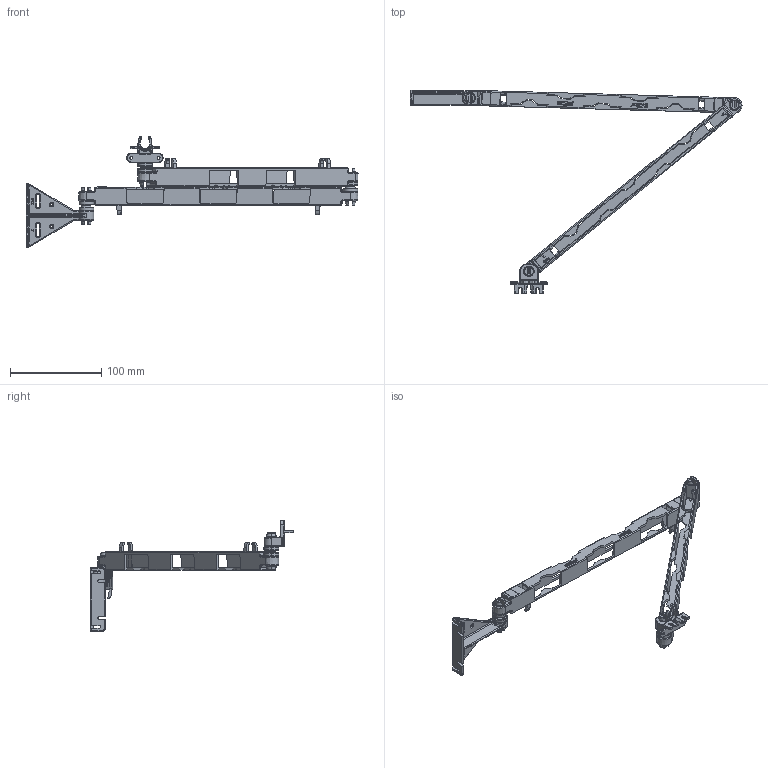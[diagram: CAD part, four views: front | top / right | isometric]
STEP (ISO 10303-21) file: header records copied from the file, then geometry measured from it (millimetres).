
FILE_DESCRIPTION (( 'STEP AP214' ), '1' );
FILE_NAME ('BG WING Schraubbefestigung.STEP', '2022-06-15T11:36:43', ( '' ), ( '' ), 'SwSTEP 2.0', 'SolidWorks 2020', '' );
FILE_SCHEMA (( 'AUTOMOTIVE_DESIGN' ));
Length unit declared in the file: millimetre
Products named in the file (5): 3107459100_3107459100; 3107458000_3107458000; BG WING Schraubbefestigung; 3107461000_3107461000; 3107462000_3107462000
Assembly tree (7 placements, depth 2):
  BG WING Schraubbefestigung
    3107461000_3107461000
    3107462000_3107462000  x3
    3107458000_3107458000  x2
    3107459100_3107459100
Bounding box: 363.13 x 222.57 x 121.41 mm (x, y, z)
Volume: 85312.8 mm3; surface area: 71604.4 mm2
Topology: 7 solids, 7 shells, 2499 faces, 6617 edges, 4212 vertices
Faces by surface type: plane 965, bspline 658, cylinder 555, torus 155, cone 96, sphere 70
Entity records: 52093 total; most frequent: CARTESIAN_POINT 18536, ORIENTED_EDGE 7472, DIRECTION 5739, EDGE_CURVE 3736, VERTEX_POINT 2362, VECTOR 2019, LINE 2019, AXIS2_PLACEMENT_3D 1860
